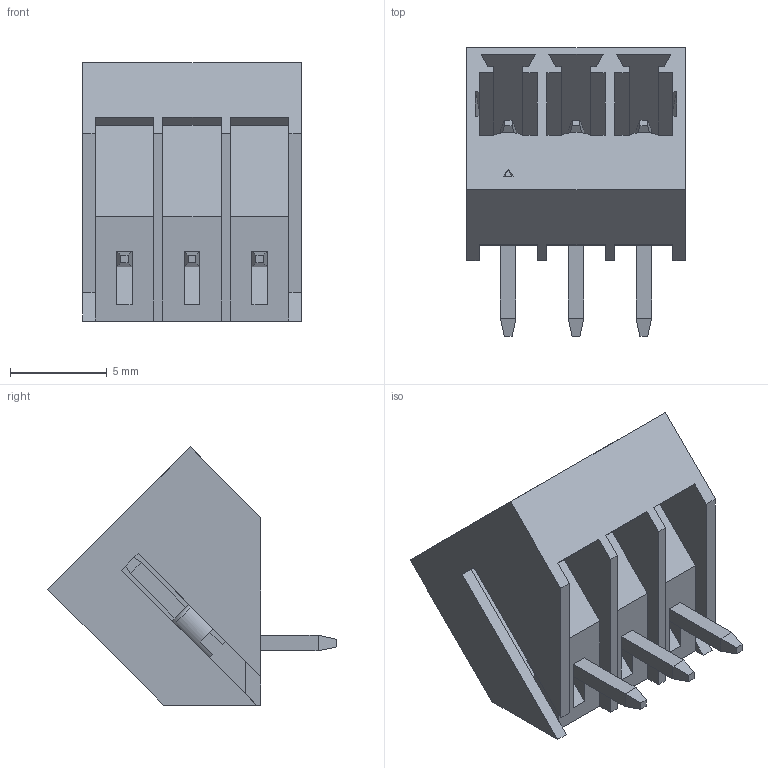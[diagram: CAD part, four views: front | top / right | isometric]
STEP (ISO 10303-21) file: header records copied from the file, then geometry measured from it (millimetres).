
FILE_DESCRIPTION (( 'STEP AP214' ), '1' );
FILE_NAME ('15EDGLC-3.5-03P-14-00AH.STEP', '2021-01-29T01:31:58', ( '' ), ( '' ), 'SwSTEP 2.0', 'SolidWorks 2020', '' );
FILE_SCHEMA (( 'AUTOMOTIVE_DESIGN' ));
Length unit declared in the file: millimetre
Products named in the file (1): 15EDGLC-3.5-03P-14-00AH
Bounding box: 11.3 x 14.9 x 13.33 mm (x, y, z)
Volume: 444.2 mm3; surface area: 1524.7 mm2
Topology: 1 solids, 1 shells, 541 faces, 1474 edges, 972 vertices
Faces by surface type: plane 364, bspline 159, cylinder 12, torus 6
Entity records: 28910 total; most frequent: CARTESIAN_POINT 12251, ORIENTED_EDGE 2948, DIRECTION 1964, EDGE_CURVE 1474, LINE 1114, VECTOR 1114, VERTEX_POINT 972, EDGE_LOOP 582
